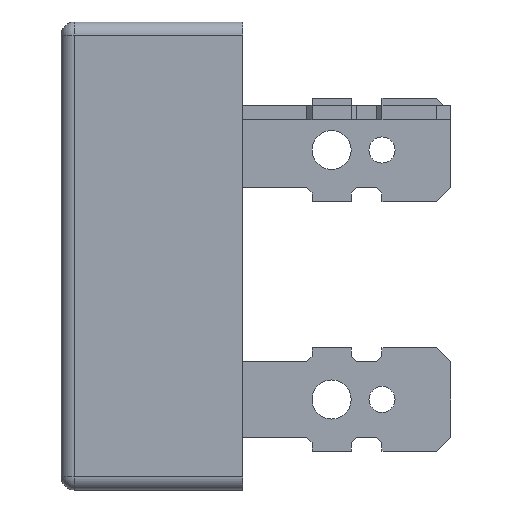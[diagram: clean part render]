
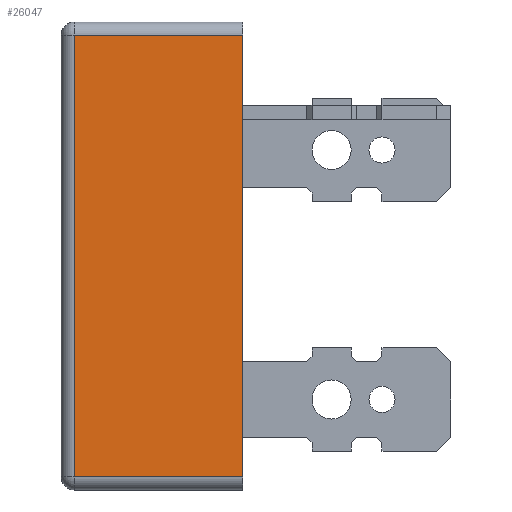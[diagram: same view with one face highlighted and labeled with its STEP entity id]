
A CAD part, left-side view. The second image highlights one B-rep face of the part: STEP entity #26047.
In plain terms, the highlighted planar face has unit normal (-1, 0, 0).
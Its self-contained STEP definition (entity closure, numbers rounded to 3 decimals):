
#193 = CARTESIAN_POINT ( 'NONE',  ( -5.55, 0.1, -22.35 ) ) ;
#451 = EDGE_CURVE ( 'NONE', #3262, #18315, #21275, .T. ) ;
#929 = CARTESIAN_POINT ( 'NONE',  ( -5.55, 10.43, -23.15 ) ) ;
#1028 = VERTEX_POINT ( 'NONE', #29167 ) ;
#1753 = CARTESIAN_POINT ( 'NONE',  ( -5.55, 11.23, -22.35 ) ) ;
#1852 = ORIENTED_EDGE ( 'NONE', *, *, #6720, .T. ) ;
#2187 = CARTESIAN_POINT ( 'NONE',  ( -5.55, 11.23, -23.15 ) ) ;
#3262 = VERTEX_POINT ( 'NONE', #12385 ) ;
#5035 = ORIENTED_EDGE ( 'NONE', *, *, #451, .T. ) ;
#6439 = VECTOR ( 'NONE', #19106, 1000. ) ;
#6720 = EDGE_CURVE ( 'NONE', #24290, #1028, #27605, .T. ) ;
#6955 = VECTOR ( 'NONE', #11142, 1000. ) ;
#6970 = CARTESIAN_POINT ( 'NONE',  ( -5.55, 0.1, -23.15 ) ) ;
#7049 = PLANE ( 'NONE',  #13017 ) ;
#9385 = LINE ( 'NONE', #24553, #23411 ) ;
#10615 = VECTOR ( 'NONE', #19958, 1000. ) ;
#11142 = DIRECTION ( 'NONE',  ( 0., 0., -1. ) ) ;
#11894 = DIRECTION ( 'NONE',  ( 0., 1., 0. ) ) ;
#11911 = EDGE_CURVE ( 'NONE', #1028, #3262, #9385, .T. ) ;
#12385 = CARTESIAN_POINT ( 'NONE',  ( -5.55, 10.43, 4.75 ) ) ;
#13017 = AXIS2_PLACEMENT_3D ( 'NONE', #2187, #22198, #14379 ) ;
#14379 = DIRECTION ( 'NONE',  ( 0., 0., -1. ) ) ;
#14705 = FACE_OUTER_BOUND ( 'NONE', #16040, .T. ) ;
#16040 = EDGE_LOOP ( 'NONE', ( #1852, #16993, #5035, #26131 ) ) ;
#16993 = ORIENTED_EDGE ( 'NONE', *, *, #11911, .T. ) ;
#17731 = CARTESIAN_POINT ( 'NONE',  ( -5.55, 10.43, -22.35 ) ) ;
#18315 = VERTEX_POINT ( 'NONE', #17731 ) ;
#19106 = DIRECTION ( 'NONE',  ( 0., -1., 0. ) ) ;
#19958 = DIRECTION ( 'NONE',  ( 0., 0., 1. ) ) ;
#21275 = LINE ( 'NONE', #929, #6955 ) ;
#22198 = DIRECTION ( 'NONE',  ( 1., 0., 0. ) ) ;
#23411 = VECTOR ( 'NONE', #11894, 1000. ) ;
#24276 = LINE ( 'NONE', #1753, #6439 ) ;
#24290 = VERTEX_POINT ( 'NONE', #193 ) ;
#24553 = CARTESIAN_POINT ( 'NONE',  ( -5.55, 11.23, 4.75 ) ) ;
#26047 = ADVANCED_FACE ( 'NONE', ( #14705 ), #7049, .F. ) ;
#26131 = ORIENTED_EDGE ( 'NONE', *, *, #28249, .T. ) ;
#27605 = LINE ( 'NONE', #6970, #10615 ) ;
#28249 = EDGE_CURVE ( 'NONE', #18315, #24290, #24276, .T. ) ;
#29167 = CARTESIAN_POINT ( 'NONE',  ( -5.55, 0.1, 4.75 ) ) ;
